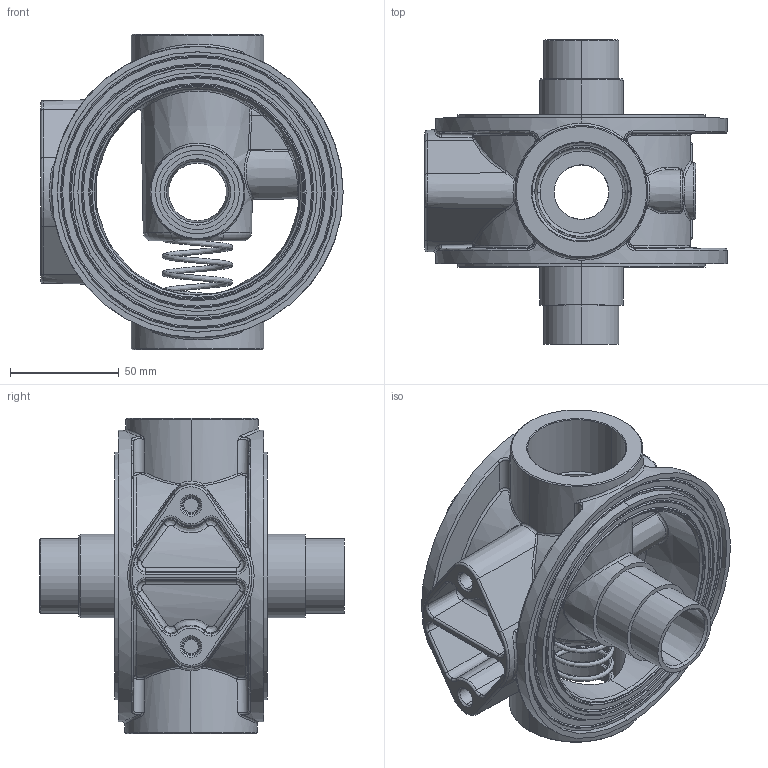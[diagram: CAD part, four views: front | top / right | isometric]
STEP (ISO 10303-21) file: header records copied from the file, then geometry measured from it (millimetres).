
FILE_DESCRIPTION(/* description */ ('Unknown'),/* implementation_level */ '2;1');
FILE_NAME(/* name */ 'OF.25320-001',/* time_stamp */ '2023-07-27T10:56:17+02:00',/* author */ ('Unknown'),/* organization */ ('Unknown'),/* preprocessor_version */ 'ST-DEVELOPER v18.102',/* originating_system */ 'Solid Edge',/* authorisation */ 'Unknown');
FILE_SCHEMA (('AUTOMOTIVE_DESIGN {1 0 10303 214 3 1 1}'));
Length unit declared in the file: millimetre
Products named in the file (5): 597_T20V0R; T20V0_0; POPPET-10_0; OMTI-P_0; GR18-GC_0
Assembly tree (5 placements, depth 2):
  597_T20V0R
    T20V0_0
    POPPET-10_0
    OMTI-P_0
    GR18-GC_0  x2
Bounding box: 139 x 140 x 145 mm (x, y, z)
Volume: 355387.2 mm3; surface area: 136871 mm2
Topology: 4 solids, 4 shells, 592 faces, 1341 edges, 769 vertices
Faces by surface type: plane 136, cone 121, cylinder 110, torus 101, bspline 101, sphere 23
Entity records: 25807 total; most frequent: CARTESIAN_POINT 14405, ORIENTED_EDGE 2456, DIRECTION 2238, EDGE_CURVE 1228, AXIS2_PLACEMENT_3D 975, VERTEX_POINT 711, EDGE_LOOP 585, FACE_BOUND 585
